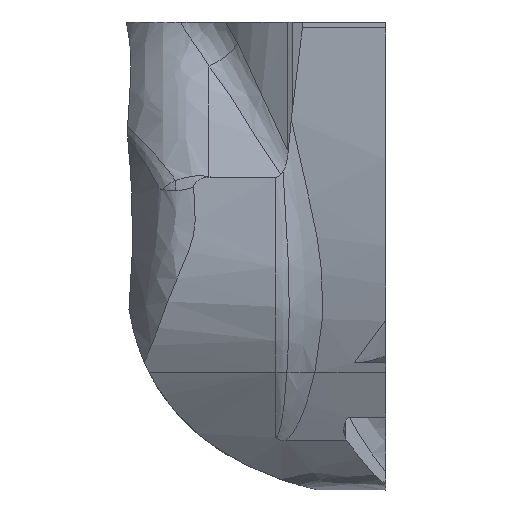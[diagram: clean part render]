
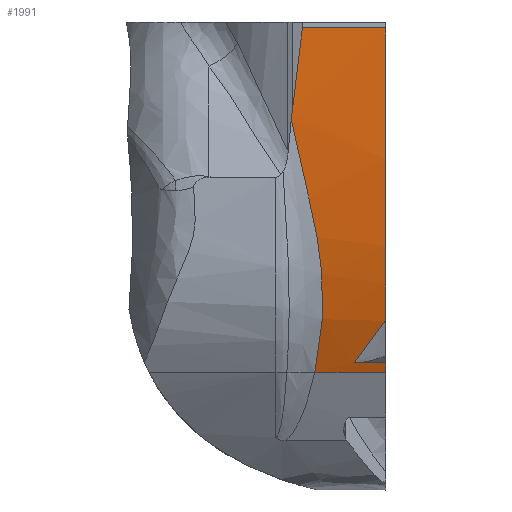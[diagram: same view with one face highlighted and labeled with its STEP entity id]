
A CAD part, top view. The second image highlights one B-rep face of the part: STEP entity #1991.
In plain terms, the highlighted free-form (B-spline) face has degree [3, 1] with [11, 2] control points.
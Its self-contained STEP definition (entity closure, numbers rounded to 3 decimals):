
#77=B_SPLINE_SURFACE_WITH_KNOTS('',3,1,((#7732,#7733),(#7734,#7735),(#7736,
#7737),(#7738,#7739),(#7740,#7741),(#7742,#7743),(#7744,#7745),(#7746,#7747),
(#7748,#7749),(#7750,#7751),(#7752,#7753)),.SURF_OF_LINEAR_EXTRUSION.,.F.,
 .F.,.F.,(4,1,1,1,1,1,1,1,4),(2,2),(0.,0.207,0.31,
0.414,0.517,0.62,0.672,
0.724,0.827),(0.,1.),.UNSPECIFIED.);
#129=B_SPLINE_CURVE_WITH_KNOTS('',3,(#5409,#5410,#5411,#5412),
 .UNSPECIFIED.,.F.,.F.,(4,4),(0.,0.044),.UNSPECIFIED.);
#147=B_SPLINE_CURVE_WITH_KNOTS('',3,(#5660,#5661,#5662,#5663),
 .UNSPECIFIED.,.F.,.F.,(4,4),(0.,0.005),.UNSPECIFIED.);
#149=B_SPLINE_CURVE_WITH_KNOTS('',3,(#5674,#5675,#5676,#5677,#5678,#5679),
 .UNSPECIFIED.,.F.,.F.,(4,1,1,4),(0.,0.404,0.694,
1.),.UNSPECIFIED.);
#151=B_SPLINE_CURVE_WITH_KNOTS('',3,(#5688,#5689,#5690,#5691,#5692,#5693),
 .UNSPECIFIED.,.F.,.F.,(4,1,1,4),(0.,0.404,0.694,
1.),.UNSPECIFIED.);
#183=B_SPLINE_CURVE_WITH_KNOTS('',3,(#6884,#6885,#6886,#6887),
 .UNSPECIFIED.,.F.,.F.,(4,4),(0.133,0.162),
 .UNSPECIFIED.);
#217=B_SPLINE_CURVE_WITH_KNOTS('',3,(#7756,#7757,#7758,#7759,#7760,#7761,
#7762,#7763,#7764,#7765,#7766,#7767,#7768,#7769,#7770),.UNSPECIFIED.,.F.,
 .F.,(4,1,1,1,1,1,1,1,1,1,1,1,4),(-0.05,-0.032,
-0.024,-0.015,-0.007,0.002,
0.019,0.036,0.045,0.054,
0.062,0.071,0.088),.UNSPECIFIED.);
#537=ORIENTED_EDGE('',*,*,#1108,.F.);
#538=ORIENTED_EDGE('',*,*,#1009,.T.);
#539=ORIENTED_EDGE('',*,*,#1085,.T.);
#540=ORIENTED_EDGE('',*,*,#1066,.F.);
#541=ORIENTED_EDGE('',*,*,#1006,.T.);
#542=ORIENTED_EDGE('',*,*,#976,.F.);
#543=ORIENTED_EDGE('',*,*,#980,.F.);
#544=ORIENTED_EDGE('',*,*,#1003,.F.);
#545=ORIENTED_EDGE('',*,*,#1109,.F.);
#976=EDGE_CURVE('',#1289,#1290,#1459,.T.);
#980=EDGE_CURVE('',#1292,#1289,#129,.F.);
#1003=EDGE_CURVE('',#1308,#1292,#147,.T.);
#1006=EDGE_CURVE('',#1310,#1290,#149,.F.);
#1009=EDGE_CURVE('',#1313,#1312,#151,.F.);
#1066=EDGE_CURVE('',#1310,#1361,#183,.T.);
#1085=EDGE_CURVE('',#1312,#1361,#1493,.F.);
#1108=EDGE_CURVE('',#1313,#1381,#1496,.F.);
#1109=EDGE_CURVE('',#1381,#1308,#217,.T.);
#1289=VERTEX_POINT('',#5294);
#1290=VERTEX_POINT('',#5296);
#1292=VERTEX_POINT('',#5408);
#1308=VERTEX_POINT('',#5659);
#1310=VERTEX_POINT('',#5680);
#1312=VERTEX_POINT('',#5687);
#1313=VERTEX_POINT('',#5694);
#1361=VERTEX_POINT('',#6883);
#1381=VERTEX_POINT('',#7755);
#1459=LINE('',#5295,#1564);
#1493=LINE('',#7161,#1598);
#1496=LINE('',#7754,#1601);
#1564=VECTOR('',#2158,1000.);
#1598=VECTOR('',#2212,1000.);
#1601=VECTOR('',#2219,1000.);
#1707=EDGE_LOOP('',(#537,#538,#539,#540,#541,#542,#543,#544,#545));
#1828=FACE_BOUND('',#1707,.T.);
#1991=ADVANCED_FACE('',(#1828),#77,.T.);
#2158=DIRECTION('',(1.,0.,0.));
#2212=DIRECTION('',(1.,0.,0.));
#2219=DIRECTION('',(1.,0.,0.));
#5294=CARTESIAN_POINT('',(-171.011,275.367,291.326));
#5295=CARTESIAN_POINT('',(-175.,275.367,291.326));
#5296=CARTESIAN_POINT('',(-127.5,275.367,291.326));
#5408=CARTESIAN_POINT('',(-176.407,231.85,289.471));
#5409=CARTESIAN_POINT('',(-171.011,275.367,291.326));
#5410=CARTESIAN_POINT('',(-172.334,260.797,290.871));
#5411=CARTESIAN_POINT('',(-173.886,246.246,290.338));
#5412=CARTESIAN_POINT('',(-176.407,231.85,289.471));
#5659=CARTESIAN_POINT('',(-176.908,227.188,289.178));
#5660=CARTESIAN_POINT('',(-176.908,227.188,289.178));
#5661=CARTESIAN_POINT('',(-176.73,228.741,289.28));
#5662=CARTESIAN_POINT('',(-176.564,230.295,289.377));
#5663=CARTESIAN_POINT('',(-176.407,231.85,289.471));
#5674=CARTESIAN_POINT('',(-127.5,275.367,291.326));
#5675=CARTESIAN_POINT('',(-127.5,243.175,290.321));
#5676=CARTESIAN_POINT('',(-127.5,195.63,288.136));
#5677=CARTESIAN_POINT('',(-127.5,118.634,274.248));
#5678=CARTESIAN_POINT('',(-127.5,81.67,255.139));
#5679=CARTESIAN_POINT('',(-127.5,59.298,243.387));
#5680=CARTESIAN_POINT('',(-127.5,121.997,271.911));
#5687=CARTESIAN_POINT('',(-127.5,100.,263.505));
#5688=CARTESIAN_POINT('',(-127.5,275.367,291.326));
#5689=CARTESIAN_POINT('',(-127.5,243.175,290.321));
#5690=CARTESIAN_POINT('',(-127.5,195.63,288.136));
#5691=CARTESIAN_POINT('',(-127.5,118.634,274.248));
#5692=CARTESIAN_POINT('',(-127.5,81.67,255.139));
#5693=CARTESIAN_POINT('',(-127.5,59.298,243.387));
#5694=CARTESIAN_POINT('',(-127.5,95.,261.28));
#6883=CARTESIAN_POINT('',(-143.807,100.,263.505));
#6884=CARTESIAN_POINT('',(-127.5,121.997,271.911));
#6885=CARTESIAN_POINT('',(-132.444,114.296,269.401));
#6886=CARTESIAN_POINT('',(-138.01,107.006,266.549));
#6887=CARTESIAN_POINT('',(-143.807,100.,263.505));
#7161=CARTESIAN_POINT('',(-175.,100.,263.505));
#7732=CARTESIAN_POINT('',(-177.205,275.367,291.326));
#7733=CARTESIAN_POINT('',(-127.5,275.367,291.326));
#7734=CARTESIAN_POINT('',(-177.205,258.891,290.812));
#7735=CARTESIAN_POINT('',(-127.5,258.891,290.812));
#7736=CARTESIAN_POINT('',(-177.205,235.943,289.935));
#7737=CARTESIAN_POINT('',(-127.5,235.943,289.935));
#7738=CARTESIAN_POINT('',(-177.205,206.282,287.647));
#7739=CARTESIAN_POINT('',(-127.5,206.282,287.647));
#7740=CARTESIAN_POINT('',(-177.205,183.827,285.146));
#7741=CARTESIAN_POINT('',(-127.5,183.827,285.146));
#7742=CARTESIAN_POINT('',(-177.205,160.609,281.626));
#7743=CARTESIAN_POINT('',(-127.5,160.609,281.626));
#7744=CARTESIAN_POINT('',(-177.205,141.405,277.55));
#7745=CARTESIAN_POINT('',(-127.5,141.405,277.55));
#7746=CARTESIAN_POINT('',(-177.205,126.533,273.436));
#7747=CARTESIAN_POINT('',(-127.5,126.533,273.436));
#7748=CARTESIAN_POINT('',(-177.205,112.171,268.687));
#7749=CARTESIAN_POINT('',(-127.5,112.171,268.687));
#7750=CARTESIAN_POINT('',(-177.205,101.88,264.41));
#7751=CARTESIAN_POINT('',(-127.5,101.88,264.41));
#7752=CARTESIAN_POINT('',(-177.205,95.,261.28));
#7753=CARTESIAN_POINT('',(-127.5,95.,261.28));
#7754=CARTESIAN_POINT('',(-175.,95.,261.28));
#7755=CARTESIAN_POINT('',(-164.562,95.,261.276));
#7756=CARTESIAN_POINT('',(-164.563,95.,261.28));
#7757=CARTESIAN_POINT('',(-163.475,100.112,263.605));
#7758=CARTESIAN_POINT('',(-162.119,107.897,266.919));
#7759=CARTESIAN_POINT('',(-160.904,118.578,270.824));
#7760=CARTESIAN_POINT('',(-160.327,126.777,273.467));
#7761=CARTESIAN_POINT('',(-160.215,135.099,275.814));
#7762=CARTESIAN_POINT('',(-160.683,146.283,278.591));
#7763=CARTESIAN_POINT('',(-162.214,160.259,281.45));
#7764=CARTESIAN_POINT('',(-164.792,174.214,283.696));
#7765=CARTESIAN_POINT('',(-167.356,185.334,285.209));
#7766=CARTESIAN_POINT('',(-169.474,193.636,286.219));
#7767=CARTESIAN_POINT('',(-171.61,201.95,287.115));
#7768=CARTESIAN_POINT('',(-174.247,213.094,288.168));
#7769=CARTESIAN_POINT('',(-175.948,221.526,288.807));
#7770=CARTESIAN_POINT('',(-176.908,227.188,289.178));
